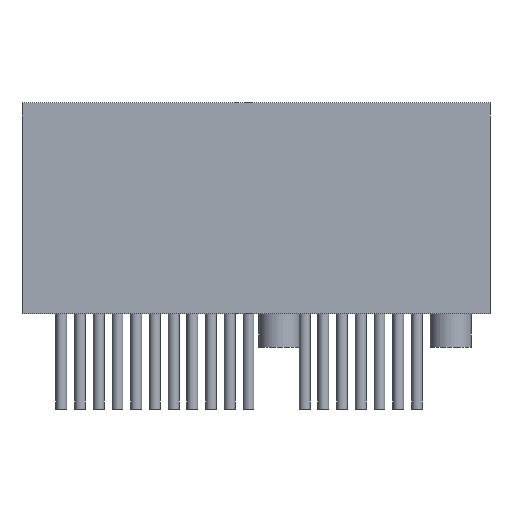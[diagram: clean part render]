
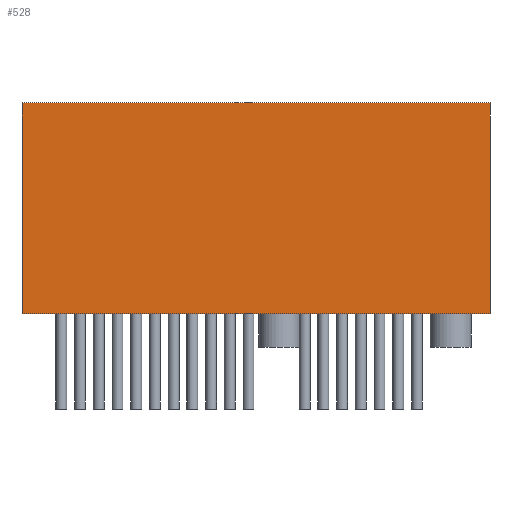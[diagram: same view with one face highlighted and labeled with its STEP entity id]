
A CAD part, front view. The second image highlights one B-rep face of the part: STEP entity #528.
In plain terms, the highlighted planar face has unit normal (0, -1, 0).
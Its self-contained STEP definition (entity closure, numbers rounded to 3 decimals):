
#359 = PLANE('',#360);
#360 = AXIS2_PLACEMENT_3D('',#361,#362,#363);
#361 = CARTESIAN_POINT('',(-2.1,-6.3,0.));
#362 = DIRECTION('',(-1.,0.,0.));
#363 = DIRECTION('',(0.,1.,0.));
#387 = PLANE('',#388);
#388 = AXIS2_PLACEMENT_3D('',#389,#390,#391);
#389 = CARTESIAN_POINT('',(10.4,-1.925,11.25));
#390 = DIRECTION('',(-0.,-0.,-1.));
#391 = DIRECTION('',(-1.,0.,0.));
#415 = PLANE('',#416);
#416 = AXIS2_PLACEMENT_3D('',#417,#418,#419);
#417 = CARTESIAN_POINT('',(22.9,2.45,0.));
#418 = DIRECTION('',(1.,0.,-0.));
#419 = DIRECTION('',(0.,-1.,0.));
#441 = PLANE('',#442);
#442 = AXIS2_PLACEMENT_3D('',#443,#444,#445);
#443 = CARTESIAN_POINT('',(10.4,-1.925,0.));
#444 = DIRECTION('',(-0.,-0.,-1.));
#445 = DIRECTION('',(-1.,0.,0.));
#458 = VERTEX_POINT('',#459);
#459 = CARTESIAN_POINT('',(22.9,-6.3,11.25));
#480 = EDGE_CURVE('',#481,#458,#483,.T.);
#481 = VERTEX_POINT('',#482);
#482 = CARTESIAN_POINT('',(22.9,-6.3,0.));
#483 = SURFACE_CURVE('',#484,(#488,#495),.PCURVE_S1.);
#484 = LINE('',#485,#486);
#485 = CARTESIAN_POINT('',(22.9,-6.3,0.));
#486 = VECTOR('',#487,1.);
#487 = DIRECTION('',(0.,0.,1.));
#488 = PCURVE('',#415,#489);
#489 = DEFINITIONAL_REPRESENTATION('',(#490),#494);
#490 = LINE('',#491,#492);
#491 = CARTESIAN_POINT('',(8.75,0.));
#492 = VECTOR('',#493,1.);
#493 = DIRECTION('',(0.,-1.));
#494 = ( GEOMETRIC_REPRESENTATION_CONTEXT(2) 
PARAMETRIC_REPRESENTATION_CONTEXT() REPRESENTATION_CONTEXT('2D SPACE',''
  ) );
#495 = PCURVE('',#496,#501);
#496 = PLANE('',#497);
#497 = AXIS2_PLACEMENT_3D('',#498,#499,#500);
#498 = CARTESIAN_POINT('',(22.9,-6.3,0.));
#499 = DIRECTION('',(0.,-1.,0.));
#500 = DIRECTION('',(-1.,0.,0.));
#501 = DEFINITIONAL_REPRESENTATION('',(#502),#506);
#502 = LINE('',#503,#504);
#503 = CARTESIAN_POINT('',(0.,-0.));
#504 = VECTOR('',#505,1.);
#505 = DIRECTION('',(0.,-1.));
#506 = ( GEOMETRIC_REPRESENTATION_CONTEXT(2) 
PARAMETRIC_REPRESENTATION_CONTEXT() REPRESENTATION_CONTEXT('2D SPACE',''
  ) );
#528 = ADVANCED_FACE('',(#529),#496,.T.);
#529 = FACE_BOUND('',#530,.T.);
#530 = EDGE_LOOP('',(#531,#532,#555,#578));
#531 = ORIENTED_EDGE('',*,*,#480,.T.);
#532 = ORIENTED_EDGE('',*,*,#533,.T.);
#533 = EDGE_CURVE('',#458,#534,#536,.T.);
#534 = VERTEX_POINT('',#535);
#535 = CARTESIAN_POINT('',(-2.1,-6.3,11.25));
#536 = SURFACE_CURVE('',#537,(#541,#548),.PCURVE_S1.);
#537 = LINE('',#538,#539);
#538 = CARTESIAN_POINT('',(22.9,-6.3,11.25));
#539 = VECTOR('',#540,1.);
#540 = DIRECTION('',(-1.,0.,0.));
#541 = PCURVE('',#496,#542);
#542 = DEFINITIONAL_REPRESENTATION('',(#543),#547);
#543 = LINE('',#544,#545);
#544 = CARTESIAN_POINT('',(0.,-11.25));
#545 = VECTOR('',#546,1.);
#546 = DIRECTION('',(1.,0.));
#547 = ( GEOMETRIC_REPRESENTATION_CONTEXT(2) 
PARAMETRIC_REPRESENTATION_CONTEXT() REPRESENTATION_CONTEXT('2D SPACE',''
  ) );
#548 = PCURVE('',#387,#549);
#549 = DEFINITIONAL_REPRESENTATION('',(#550),#554);
#550 = LINE('',#551,#552);
#551 = CARTESIAN_POINT('',(-12.5,-4.375));
#552 = VECTOR('',#553,1.);
#553 = DIRECTION('',(1.,0.));
#554 = ( GEOMETRIC_REPRESENTATION_CONTEXT(2) 
PARAMETRIC_REPRESENTATION_CONTEXT() REPRESENTATION_CONTEXT('2D SPACE',''
  ) );
#555 = ORIENTED_EDGE('',*,*,#556,.F.);
#556 = EDGE_CURVE('',#557,#534,#559,.T.);
#557 = VERTEX_POINT('',#558);
#558 = CARTESIAN_POINT('',(-2.1,-6.3,0.));
#559 = SURFACE_CURVE('',#560,(#564,#571),.PCURVE_S1.);
#560 = LINE('',#561,#562);
#561 = CARTESIAN_POINT('',(-2.1,-6.3,0.));
#562 = VECTOR('',#563,1.);
#563 = DIRECTION('',(0.,0.,1.));
#564 = PCURVE('',#496,#565);
#565 = DEFINITIONAL_REPRESENTATION('',(#566),#570);
#566 = LINE('',#567,#568);
#567 = CARTESIAN_POINT('',(25.,0.));
#568 = VECTOR('',#569,1.);
#569 = DIRECTION('',(0.,-1.));
#570 = ( GEOMETRIC_REPRESENTATION_CONTEXT(2) 
PARAMETRIC_REPRESENTATION_CONTEXT() REPRESENTATION_CONTEXT('2D SPACE',''
  ) );
#571 = PCURVE('',#359,#572);
#572 = DEFINITIONAL_REPRESENTATION('',(#573),#577);
#573 = LINE('',#574,#575);
#574 = CARTESIAN_POINT('',(0.,0.));
#575 = VECTOR('',#576,1.);
#576 = DIRECTION('',(0.,-1.));
#577 = ( GEOMETRIC_REPRESENTATION_CONTEXT(2) 
PARAMETRIC_REPRESENTATION_CONTEXT() REPRESENTATION_CONTEXT('2D SPACE',''
  ) );
#578 = ORIENTED_EDGE('',*,*,#579,.F.);
#579 = EDGE_CURVE('',#481,#557,#580,.T.);
#580 = SURFACE_CURVE('',#581,(#585,#592),.PCURVE_S1.);
#581 = LINE('',#582,#583);
#582 = CARTESIAN_POINT('',(22.9,-6.3,0.));
#583 = VECTOR('',#584,1.);
#584 = DIRECTION('',(-1.,0.,0.));
#585 = PCURVE('',#496,#586);
#586 = DEFINITIONAL_REPRESENTATION('',(#587),#591);
#587 = LINE('',#588,#589);
#588 = CARTESIAN_POINT('',(0.,-0.));
#589 = VECTOR('',#590,1.);
#590 = DIRECTION('',(1.,0.));
#591 = ( GEOMETRIC_REPRESENTATION_CONTEXT(2) 
PARAMETRIC_REPRESENTATION_CONTEXT() REPRESENTATION_CONTEXT('2D SPACE',''
  ) );
#592 = PCURVE('',#441,#593);
#593 = DEFINITIONAL_REPRESENTATION('',(#594),#598);
#594 = LINE('',#595,#596);
#595 = CARTESIAN_POINT('',(-12.5,-4.375));
#596 = VECTOR('',#597,1.);
#597 = DIRECTION('',(1.,0.));
#598 = ( GEOMETRIC_REPRESENTATION_CONTEXT(2) 
PARAMETRIC_REPRESENTATION_CONTEXT() REPRESENTATION_CONTEXT('2D SPACE',''
  ) );
